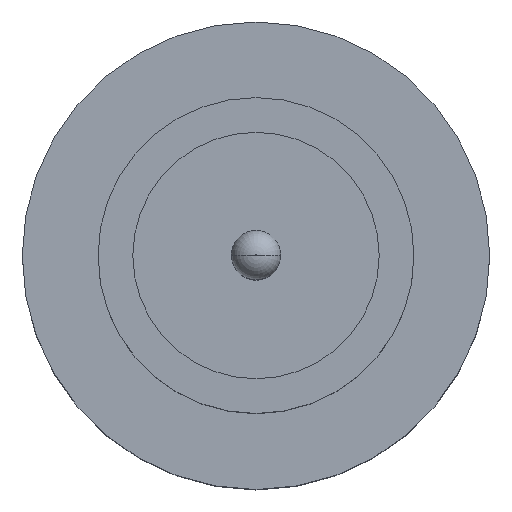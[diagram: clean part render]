
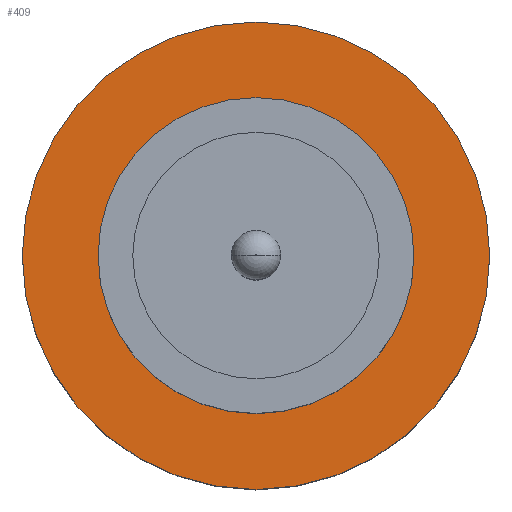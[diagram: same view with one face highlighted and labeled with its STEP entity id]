
A CAD part, top view. The second image highlights one B-rep face of the part: STEP entity #409.
In plain terms, the highlighted planar face has unit normal (0, 0, 1).
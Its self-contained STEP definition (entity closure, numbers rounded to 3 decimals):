
#2 = ORIENTED_EDGE ( 'NONE', *, *, #456, .T. ) ;
#3 = FACE_BOUND ( 'NONE', #746, .T. ) ;
#37 = DIRECTION ( 'NONE',  ( 0., 0., 1. ) ) ;
#48 = CIRCLE ( 'NONE', #591, 1.85 ) ;
#54 = CARTESIAN_POINT ( 'NONE',  ( 0., 0., 1.55 ) ) ;
#72 = DIRECTION ( 'NONE',  ( 0., 0., 1. ) ) ;
#131 = DIRECTION ( 'NONE',  ( 1., 0., 0. ) ) ;
#179 = VERTEX_POINT ( 'NONE', #781 ) ;
#193 = ORIENTED_EDGE ( 'NONE', *, *, #859, .F. ) ;
#224 = AXIS2_PLACEMENT_3D ( 'NONE', #54, #819, #458 ) ;
#229 = VERTEX_POINT ( 'NONE', #302 ) ;
#258 = ORIENTED_EDGE ( 'NONE', *, *, #328, .F. ) ;
#265 = AXIS2_PLACEMENT_3D ( 'NONE', #874, #37, #131 ) ;
#292 = FACE_OUTER_BOUND ( 'NONE', #723, .T. ) ;
#300 = EDGE_CURVE ( 'NONE', #649, #421, #464, .T. ) ;
#302 = CARTESIAN_POINT ( 'NONE',  ( -1.25, 0., 1.55 ) ) ;
#328 = EDGE_CURVE ( 'NONE', #229, #179, #514, .T. ) ;
#334 = CARTESIAN_POINT ( 'NONE',  ( 0., 0., 1.55 ) ) ;
#343 = DIRECTION ( 'NONE',  ( 1., 0., 0. ) ) ;
#396 = CARTESIAN_POINT ( 'NONE',  ( 0., 0., 1.55 ) ) ;
#409 = ADVANCED_FACE ( 'NONE', ( #3, #292 ), #830, .T. ) ;
#412 = CARTESIAN_POINT ( 'NONE',  ( 0., 0., 1.55 ) ) ;
#421 = VERTEX_POINT ( 'NONE', #617 ) ;
#435 = AXIS2_PLACEMENT_3D ( 'NONE', #412, #72, #754 ) ;
#456 = EDGE_CURVE ( 'NONE', #421, #649, #48, .T. ) ;
#458 = DIRECTION ( 'NONE',  ( 1., 0., 0. ) ) ;
#464 = CIRCLE ( 'NONE', #265, 1.85 ) ;
#468 = DIRECTION ( 'NONE',  ( 0., 0., 1. ) ) ;
#514 = CIRCLE ( 'NONE', #224, 1.25 ) ;
#553 = ORIENTED_EDGE ( 'NONE', *, *, #300, .T. ) ;
#591 = AXIS2_PLACEMENT_3D ( 'NONE', #334, #684, #343 ) ;
#617 = CARTESIAN_POINT ( 'NONE',  ( 1.85, 0., 1.55 ) ) ;
#649 = VERTEX_POINT ( 'NONE', #731 ) ;
#684 = DIRECTION ( 'NONE',  ( 0., 0., 1. ) ) ;
#686 = CIRCLE ( 'NONE', #698, 1.25 ) ;
#698 = AXIS2_PLACEMENT_3D ( 'NONE', #396, #468, #893 ) ;
#723 = EDGE_LOOP ( 'NONE', ( #553, #2 ) ) ;
#731 = CARTESIAN_POINT ( 'NONE',  ( -1.85, 0., 1.55 ) ) ;
#746 = EDGE_LOOP ( 'NONE', ( #193, #258 ) ) ;
#754 = DIRECTION ( 'NONE',  ( 1., 0., 0. ) ) ;
#781 = CARTESIAN_POINT ( 'NONE',  ( 1.25, 0., 1.55 ) ) ;
#819 = DIRECTION ( 'NONE',  ( 0., 0., 1. ) ) ;
#830 = PLANE ( 'NONE',  #435 ) ;
#859 = EDGE_CURVE ( 'NONE', #179, #229, #686, .T. ) ;
#874 = CARTESIAN_POINT ( 'NONE',  ( 0., 0., 1.55 ) ) ;
#893 = DIRECTION ( 'NONE',  ( 1., 0., 0. ) ) ;
